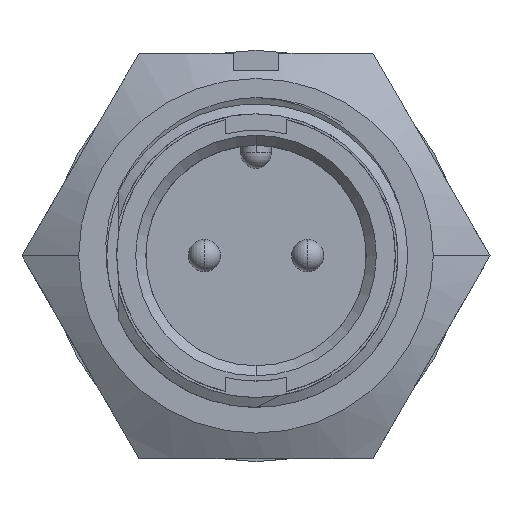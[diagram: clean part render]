
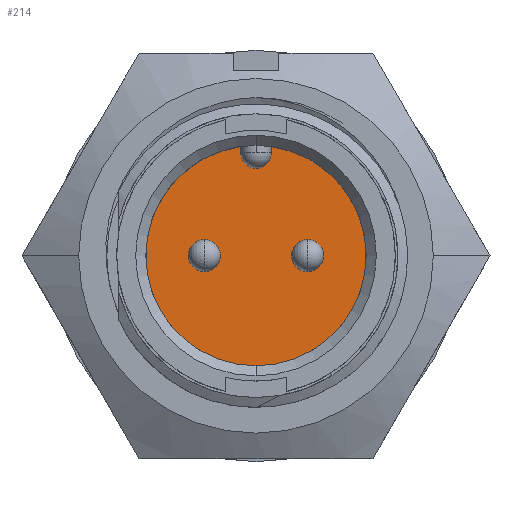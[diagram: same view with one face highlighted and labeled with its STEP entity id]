
A CAD part, top view. The second image highlights one B-rep face of the part: STEP entity #214.
In plain terms, the highlighted planar face has unit normal (0, 0, 1).
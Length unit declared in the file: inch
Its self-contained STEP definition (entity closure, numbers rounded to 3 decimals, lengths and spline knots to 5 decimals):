
#110 = EDGE_CURVE ( 'NONE', #10507, #8701, #177, .T. ) ;
#127 = AXIS2_PLACEMENT_3D ( 'NONE', #4291, #4254, #4211 ) ;
#177 = CIRCLE ( 'NONE', #2191, 0.0315 ) ;
#214 = ADVANCED_FACE ( 'NONE', ( #4645, #9157, #9968 ), #2314, .T. ) ;
#439 = VERTEX_POINT ( 'NONE', #6465 ) ;
#619 = DIRECTION ( 'NONE',  ( 1., 0., 0. ) ) ;
#653 = CARTESIAN_POINT ( 'NONE',  ( 0.102, 0., -0.32 ) ) ;
#817 = DIRECTION ( 'NONE',  ( 0., 0., 1. ) ) ;
#921 = DIRECTION ( 'NONE',  ( 1., 0., 0. ) ) ;
#1788 = DIRECTION ( 'NONE',  ( 1., 0., 0. ) ) ;
#1792 = CARTESIAN_POINT ( 'NONE',  ( 0.03, 0.21542, -0.32 ) ) ;
#1823 = DIRECTION ( 'NONE',  ( 0., 0., -1. ) ) ;
#1857 = CARTESIAN_POINT ( 'NONE',  ( 0., 0.2025, -0.32 ) ) ;
#2080 = DIRECTION ( 'NONE',  ( 0., 0., 1. ) ) ;
#2150 = CARTESIAN_POINT ( 'NONE',  ( 0., 0.2025, -0.32 ) ) ;
#2191 = AXIS2_PLACEMENT_3D ( 'NONE', #653, #817, #921 ) ;
#2314 = PLANE ( 'NONE',  #9725 ) ;
#2332 = DIRECTION ( 'NONE',  ( 1., 0., 0. ) ) ;
#2335 = DIRECTION ( 'NONE',  ( 0., 0., 1. ) ) ;
#2344 = CARTESIAN_POINT ( 'NONE',  ( -0.102, 0.0001, -0.32 ) ) ;
#2417 = DIRECTION ( 'NONE',  ( 1., 0., 0. ) ) ;
#2430 = VERTEX_POINT ( 'NONE', #6077 ) ;
#2492 = CARTESIAN_POINT ( 'NONE',  ( 0.0705, 0., -0.32 ) ) ;
#2876 = EDGE_LOOP ( 'NONE', ( #10269, #7426, #4094, #3890, #8999 ) ) ;
#2960 = AXIS2_PLACEMENT_3D ( 'NONE', #6816, #6814, #6809 ) ;
#2989 = VERTEX_POINT ( 'NONE', #1792 ) ;
#3708 = VECTOR ( 'NONE', #5680, 39.37008 ) ;
#3789 = CIRCLE ( 'NONE', #127, 0.0315 ) ;
#3864 = LINE ( 'NONE', #4699, #3708 ) ;
#3890 = ORIENTED_EDGE ( 'NONE', *, *, #5004, .T. ) ;
#3953 = DIRECTION ( 'NONE',  ( 1., 0., 0. ) ) ;
#3995 = DIRECTION ( 'NONE',  ( 0., 0., 1. ) ) ;
#4057 = VERTEX_POINT ( 'NONE', #7918 ) ;
#4094 = ORIENTED_EDGE ( 'NONE', *, *, #8181, .T. ) ;
#4211 = DIRECTION ( 'NONE',  ( 1., 0., 0. ) ) ;
#4254 = DIRECTION ( 'NONE',  ( 0., 0., 1. ) ) ;
#4279 = CARTESIAN_POINT ( 'NONE',  ( 0.1335, 0., -0.32 ) ) ;
#4291 = CARTESIAN_POINT ( 'NONE',  ( -0.102, 0.0001, -0.32 ) ) ;
#4348 = VECTOR ( 'NONE', #7727, 39.37008 ) ;
#4362 = LINE ( 'NONE', #7762, #4348 ) ;
#4567 = AXIS2_PLACEMENT_3D ( 'NONE', #2344, #2335, #2332 ) ;
#4645 = FACE_BOUND ( 'NONE', #4997, .T. ) ;
#4669 = CARTESIAN_POINT ( 'NONE',  ( 0., 0., -0.32 ) ) ;
#4699 = CARTESIAN_POINT ( 'NONE',  ( 0.03, 0.21542, -0.32 ) ) ;
#4888 = ORIENTED_EDGE ( 'NONE', *, *, #10559, .F. ) ;
#4997 = EDGE_LOOP ( 'NONE', ( #4888, #7654 ) ) ;
#5004 = EDGE_CURVE ( 'NONE', #439, #2989, #6439, .T. ) ;
#5110 = AXIS2_PLACEMENT_3D ( 'NONE', #10993, #5873, #619 ) ;
#5404 = CARTESIAN_POINT ( 'NONE',  ( -0.0705, 0.0001, -0.32 ) ) ;
#5680 = DIRECTION ( 'NONE',  ( 0., -1., 0. ) ) ;
#5873 = DIRECTION ( 'NONE',  ( 0., 0., 1. ) ) ;
#5919 = VERTEX_POINT ( 'NONE', #6796 ) ;
#5963 = CIRCLE ( 'NONE', #10459, 0.03 ) ;
#6059 = EDGE_CURVE ( 'NONE', #8159, #10387, #3789, .T. ) ;
#6077 = CARTESIAN_POINT ( 'NONE',  ( -0.03, 0.21542, -0.32 ) ) ;
#6199 = EDGE_CURVE ( 'NONE', #5919, #4057, #5963, .T. ) ;
#6439 = CIRCLE ( 'NONE', #9643, 0.2175 ) ;
#6465 = CARTESIAN_POINT ( 'NONE',  ( 0., -0.2175, -0.32 ) ) ;
#6796 = CARTESIAN_POINT ( 'NONE',  ( 0.03, 0.2025, -0.32 ) ) ;
#6809 = DIRECTION ( 'NONE',  ( 1., 0., 0. ) ) ;
#6814 = DIRECTION ( 'NONE',  ( 0., 0., 1. ) ) ;
#6816 = CARTESIAN_POINT ( 'NONE',  ( 0., 0., -0.32 ) ) ;
#6827 = EDGE_CURVE ( 'NONE', #4057, #2430, #4362, .T. ) ;
#7044 = CARTESIAN_POINT ( 'NONE',  ( -0.1335, 0.0001, -0.32 ) ) ;
#7426 = ORIENTED_EDGE ( 'NONE', *, *, #6827, .T. ) ;
#7434 = EDGE_CURVE ( 'NONE', #2989, #5919, #3864, .T. ) ;
#7654 = ORIENTED_EDGE ( 'NONE', *, *, #6059, .F. ) ;
#7727 = DIRECTION ( 'NONE',  ( 0., 1., 0. ) ) ;
#7762 = CARTESIAN_POINT ( 'NONE',  ( -0.03, 0.2025, -0.32 ) ) ;
#7918 = CARTESIAN_POINT ( 'NONE',  ( -0.03, 0.2025, -0.32 ) ) ;
#8056 = CIRCLE ( 'NONE', #2960, 0.2175 ) ;
#8159 = VERTEX_POINT ( 'NONE', #7044 ) ;
#8181 = EDGE_CURVE ( 'NONE', #2430, #439, #8056, .T. ) ;
#8476 = CIRCLE ( 'NONE', #4567, 0.0315 ) ;
#8563 = ORIENTED_EDGE ( 'NONE', *, *, #110, .F. ) ;
#8594 = CIRCLE ( 'NONE', #5110, 0.0315 ) ;
#8701 = VERTEX_POINT ( 'NONE', #4279 ) ;
#8716 = EDGE_LOOP ( 'NONE', ( #9222, #8563 ) ) ;
#8999 = ORIENTED_EDGE ( 'NONE', *, *, #7434, .T. ) ;
#9157 = FACE_OUTER_BOUND ( 'NONE', #2876, .T. ) ;
#9222 = ORIENTED_EDGE ( 'NONE', *, *, #11237, .F. ) ;
#9643 = AXIS2_PLACEMENT_3D ( 'NONE', #4669, #3995, #3953 ) ;
#9725 = AXIS2_PLACEMENT_3D ( 'NONE', #2150, #2080, #2417 ) ;
#9968 = FACE_BOUND ( 'NONE', #8716, .T. ) ;
#10269 = ORIENTED_EDGE ( 'NONE', *, *, #6199, .T. ) ;
#10387 = VERTEX_POINT ( 'NONE', #5404 ) ;
#10459 = AXIS2_PLACEMENT_3D ( 'NONE', #1857, #1823, #1788 ) ;
#10507 = VERTEX_POINT ( 'NONE', #2492 ) ;
#10559 = EDGE_CURVE ( 'NONE', #10387, #8159, #8476, .T. ) ;
#10993 = CARTESIAN_POINT ( 'NONE',  ( 0.102, 0., -0.32 ) ) ;
#11237 = EDGE_CURVE ( 'NONE', #8701, #10507, #8594, .T. ) ;
